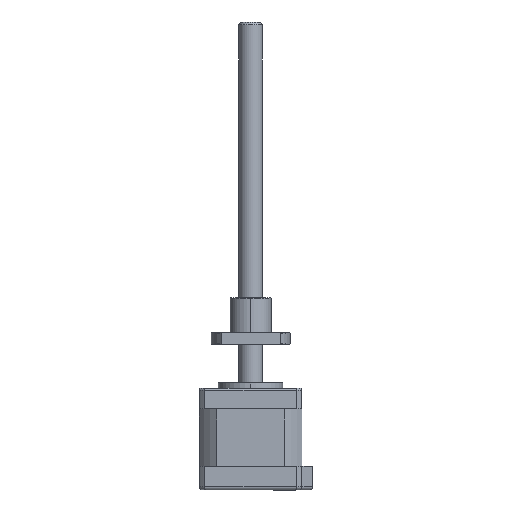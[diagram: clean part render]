
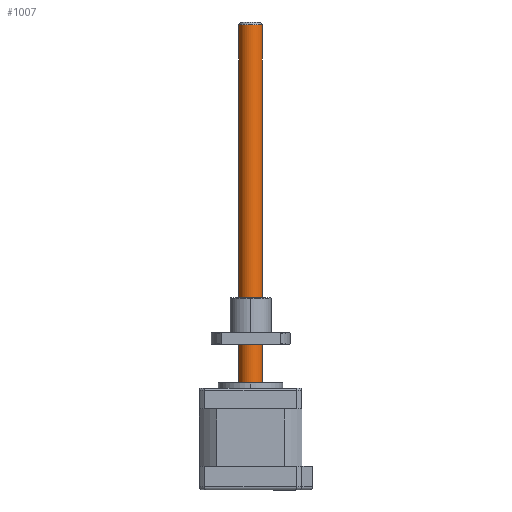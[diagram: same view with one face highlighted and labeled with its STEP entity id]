
A CAD part, top view. The second image highlights one B-rep face of the part: STEP entity #1007.
In plain terms, the highlighted cylindrical face has radius 4 mm (diameter 8 mm), a partial arc.
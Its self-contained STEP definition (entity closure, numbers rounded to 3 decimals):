
#245 = CARTESIAN_POINT ( 'NONE',  ( -8.709, 139.993, 16.638 ) ) ;
#259 = VECTOR ( 'NONE', #4429, 1000. ) ;
#450 = ORIENTED_EDGE ( 'NONE', *, *, #3690, .F. ) ;
#912 = VERTEX_POINT ( 'NONE', #1283 ) ;
#1007 = ADVANCED_FACE ( 'NONE', ( #5055 ), #4558, .T. ) ;
#1255 = ORIENTED_EDGE ( 'NONE', *, *, #7237, .F. ) ;
#1283 = CARTESIAN_POINT ( 'NONE',  ( -8.709, 15.993, 16.638 ) ) ;
#1376 = CARTESIAN_POINT ( 'NONE',  ( -8.709, 140.993, 16.638 ) ) ;
#1571 = AXIS2_PLACEMENT_3D ( 'NONE', #1572, #6941, #2353 ) ;
#1572 = CARTESIAN_POINT ( 'NONE',  ( -4.709, 139.993, 16.638 ) ) ;
#1995 = ORIENTED_EDGE ( 'NONE', *, *, #3003, .T. ) ;
#2246 = CARTESIAN_POINT ( 'NONE',  ( -4.709, 15.993, 16.638 ) ) ;
#2353 = DIRECTION ( 'NONE',  ( 1., 0., 0. ) ) ;
#2415 = LINE ( 'NONE', #1376, #8272 ) ;
#2916 = DIRECTION ( 'NONE',  ( -1., 0., 0. ) ) ;
#3003 = EDGE_CURVE ( 'NONE', #9249, #912, #2415, .T. ) ;
#3004 = DIRECTION ( 'NONE',  ( -1., 0., 0. ) ) ;
#3666 = CARTESIAN_POINT ( 'NONE',  ( -0.709, 140.993, 16.638 ) ) ;
#3690 = EDGE_CURVE ( 'NONE', #3873, #7047, #6377, .T. ) ;
#3750 = CIRCLE ( 'NONE', #6204, 4. ) ;
#3873 = VERTEX_POINT ( 'NONE', #8512 ) ;
#4429 = DIRECTION ( 'NONE',  ( 0., -1., 0. ) ) ;
#4558 = CYLINDRICAL_SURFACE ( 'NONE', #8682, 4. ) ;
#4646 = EDGE_LOOP ( 'NONE', ( #450, #8218, #1995, #1255 ) ) ;
#5015 = EDGE_CURVE ( 'NONE', #3873, #9249, #7802, .T. ) ;
#5055 = FACE_OUTER_BOUND ( 'NONE', #4646, .T. ) ;
#6204 = AXIS2_PLACEMENT_3D ( 'NONE', #2246, #7607, #3004 ) ;
#6377 = LINE ( 'NONE', #3666, #259 ) ;
#6746 = DIRECTION ( 'NONE',  ( 0., -1., 0. ) ) ;
#6941 = DIRECTION ( 'NONE',  ( 0., -1., 0. ) ) ;
#7047 = VERTEX_POINT ( 'NONE', #8643 ) ;
#7237 = EDGE_CURVE ( 'NONE', #7047, #912, #3750, .T. ) ;
#7607 = DIRECTION ( 'NONE',  ( 0., -1., 0. ) ) ;
#7802 = CIRCLE ( 'NONE', #1571, 4. ) ;
#8218 = ORIENTED_EDGE ( 'NONE', *, *, #5015, .T. ) ;
#8272 = VECTOR ( 'NONE', #9815, 1000. ) ;
#8285 = CARTESIAN_POINT ( 'NONE',  ( -4.709, 140.993, 16.638 ) ) ;
#8512 = CARTESIAN_POINT ( 'NONE',  ( -0.709, 139.993, 16.638 ) ) ;
#8643 = CARTESIAN_POINT ( 'NONE',  ( -0.709, 15.993, 16.638 ) ) ;
#8682 = AXIS2_PLACEMENT_3D ( 'NONE', #8285, #6746, #2916 ) ;
#9249 = VERTEX_POINT ( 'NONE', #245 ) ;
#9815 = DIRECTION ( 'NONE',  ( 0., -1., 0. ) ) ;
